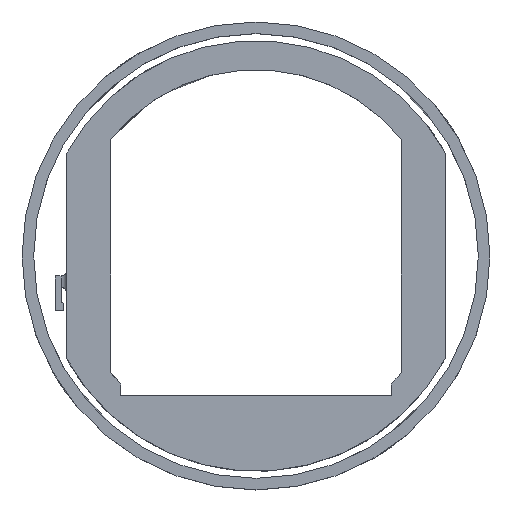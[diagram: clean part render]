
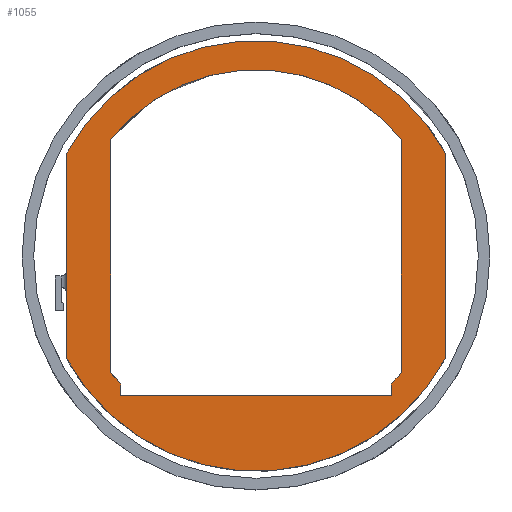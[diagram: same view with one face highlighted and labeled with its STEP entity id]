
A CAD part, top view. The second image highlights one B-rep face of the part: STEP entity #1055.
In plain terms, the highlighted planar face has unit normal (0, 0, 1).
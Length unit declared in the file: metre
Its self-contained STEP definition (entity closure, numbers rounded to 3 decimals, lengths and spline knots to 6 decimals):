
#41=LINE('',#1727,#131);
#46=LINE('',#1740,#136);
#56=LINE('',#1772,#146);
#61=LINE('',#1810,#151);
#65=LINE('',#1818,#155);
#66=LINE('',#1820,#156);
#67=LINE('',#1822,#157);
#131=VECTOR('',#1291,1.);
#136=VECTOR('',#1300,1.);
#146=VECTOR('',#1328,1.);
#151=VECTOR('',#1361,1.);
#155=VECTOR('',#1369,1.);
#156=VECTOR('',#1370,1.);
#157=VECTOR('',#1371,1.);
#214=PLANE('',#1166);
#244=CIRCLE('',#1145,0.032);
#246=CIRCLE('',#1148,0.032);
#249=CIRCLE('',#1153,0.032);
#251=CIRCLE('',#1156,0.037);
#255=CIRCLE('',#1161,0.037);
#380=ORIENTED_EDGE('',*,*,#632,.F.);
#381=ORIENTED_EDGE('',*,*,#615,.F.);
#382=ORIENTED_EDGE('',*,*,#628,.F.);
#383=ORIENTED_EDGE('',*,*,#609,.F.);
#384=ORIENTED_EDGE('',*,*,#612,.T.);
#385=ORIENTED_EDGE('',*,*,#605,.F.);
#386=ORIENTED_EDGE('',*,*,#633,.T.);
#387=ORIENTED_EDGE('',*,*,#634,.F.);
#388=ORIENTED_EDGE('',*,*,#591,.T.);
#389=ORIENTED_EDGE('',*,*,#619,.T.);
#390=ORIENTED_EDGE('',*,*,#597,.F.);
#391=ORIENTED_EDGE('',*,*,#624,.T.);
#591=EDGE_CURVE('',#732,#731,#41,.T.);
#597=EDGE_CURVE('',#737,#734,#46,.T.);
#605=EDGE_CURVE('',#745,#742,#244,.T.);
#609=EDGE_CURVE('',#749,#746,#246,.T.);
#612=EDGE_CURVE('',#749,#742,#56,.T.);
#615=EDGE_CURVE('',#752,#753,#249,.T.);
#619=EDGE_CURVE('',#731,#734,#251,.T.);
#624=EDGE_CURVE('',#737,#732,#255,.T.);
#628=EDGE_CURVE('',#746,#752,#61,.T.);
#632=EDGE_CURVE('',#753,#761,#65,.T.);
#633=EDGE_CURVE('',#745,#762,#66,.T.);
#634=EDGE_CURVE('',#761,#762,#67,.T.);
#731=VERTEX_POINT('',#1726);
#732=VERTEX_POINT('',#1728);
#734=VERTEX_POINT('',#1734);
#737=VERTEX_POINT('',#1739);
#742=VERTEX_POINT('',#1752);
#745=VERTEX_POINT('',#1757);
#746=VERTEX_POINT('',#1761);
#749=VERTEX_POINT('',#1766);
#752=VERTEX_POINT('',#1777);
#753=VERTEX_POINT('',#1779);
#761=VERTEX_POINT('',#1819);
#762=VERTEX_POINT('',#1821);
#859=EDGE_LOOP('',(#380,#381,#382,#383,#384,#385,#386,#387));
#860=EDGE_LOOP('',(#388,#389,#390,#391));
#959=FACE_BOUND('',#859,.T.);
#960=FACE_BOUND('',#860,.T.);
#1055=ADVANCED_FACE('',(#959,#960),#214,.T.);
#1145=AXIS2_PLACEMENT_3D('',#1758,#1313,#1314);
#1148=AXIS2_PLACEMENT_3D('',#1767,#1321,#1322);
#1153=AXIS2_PLACEMENT_3D('',#1778,#1334,#1335);
#1156=AXIS2_PLACEMENT_3D('',#1796,#1341,#1342);
#1161=AXIS2_PLACEMENT_3D('',#1803,#1352,#1353);
#1166=AXIS2_PLACEMENT_3D('',#1817,#1367,#1368);
#1291=DIRECTION('',(0.,-1.,0.));
#1300=DIRECTION('',(0.,-1.,0.));
#1313=DIRECTION('',(0.,0.,1.));
#1314=DIRECTION('',(1.,0.,0.));
#1321=DIRECTION('',(0.,0.,1.));
#1322=DIRECTION('',(1.,0.,0.));
#1328=DIRECTION('',(0.,-1.,0.));
#1334=DIRECTION('',(0.,0.,1.));
#1335=DIRECTION('',(1.,0.,0.));
#1341=DIRECTION('',(0.,0.,1.));
#1342=DIRECTION('',(1.,0.,0.));
#1352=DIRECTION('',(0.,0.,1.));
#1353=DIRECTION('',(1.,0.,0.));
#1361=DIRECTION('',(0.,-1.,0.));
#1367=DIRECTION('',(0.,0.,1.));
#1368=DIRECTION('',(1.,0.,0.));
#1369=DIRECTION('',(0.,-1.,0.));
#1370=DIRECTION('',(0.,-1.,0.));
#1371=DIRECTION('',(1.,0.,0.));
#1726=CARTESIAN_POINT('',(-0.0325,-0.017685,0.008));
#1727=CARTESIAN_POINT('',(-0.0325,0.,0.008));
#1728=CARTESIAN_POINT('',(-0.0325,0.017685,0.008));
#1734=CARTESIAN_POINT('',(0.0325,-0.017685,0.008));
#1739=CARTESIAN_POINT('',(0.0325,0.017685,0.008));
#1740=CARTESIAN_POINT('',(0.0325,0.,0.008));
#1752=CARTESIAN_POINT('',(0.025,-0.019975,0.008));
#1757=CARTESIAN_POINT('',(0.023238,-0.022,0.008));
#1758=CARTESIAN_POINT('',(0.,0.,0.008));
#1761=CARTESIAN_POINT('',(-0.025,0.019975,0.008));
#1766=CARTESIAN_POINT('',(0.025,0.019975,0.008));
#1767=CARTESIAN_POINT('',(0.,0.,0.008));
#1772=CARTESIAN_POINT('',(0.025,0.,0.008));
#1777=CARTESIAN_POINT('',(-0.025,-0.019975,0.008));
#1778=CARTESIAN_POINT('',(0.,0.,0.008));
#1779=CARTESIAN_POINT('',(-0.023238,-0.022,0.008));
#1796=CARTESIAN_POINT('',(0.,0.,0.008));
#1803=CARTESIAN_POINT('',(0.,0.,0.008));
#1810=CARTESIAN_POINT('',(-0.025,0.,0.008));
#1817=CARTESIAN_POINT('',(0.,0.,0.008));
#1818=CARTESIAN_POINT('',(-0.023238,-0.023,0.008));
#1819=CARTESIAN_POINT('',(-0.023238,-0.024,0.008));
#1820=CARTESIAN_POINT('',(0.023238,-0.023,0.008));
#1821=CARTESIAN_POINT('',(0.023238,-0.024,0.008));
#1822=CARTESIAN_POINT('',(0.,-0.024,0.008));
